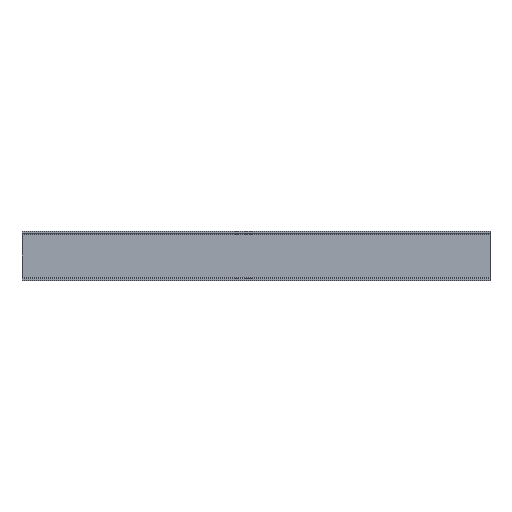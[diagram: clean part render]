
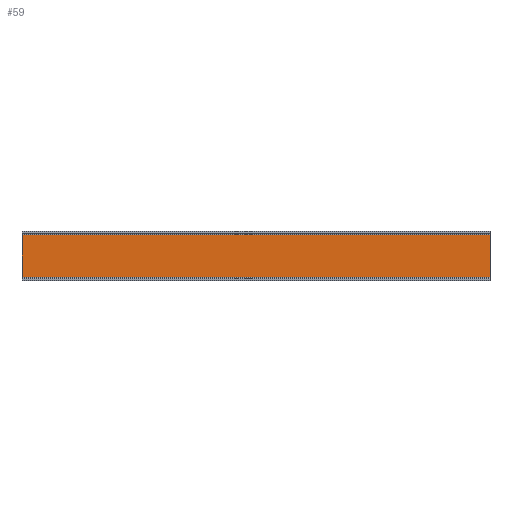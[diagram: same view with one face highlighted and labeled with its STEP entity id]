
A CAD part, top view. The second image highlights one B-rep face of the part: STEP entity #59.
In plain terms, the highlighted planar face has unit normal (0, 0, 1).
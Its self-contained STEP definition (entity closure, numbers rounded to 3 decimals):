
#59=ADVANCED_FACE('',(#121),#122,.T.);
#121=FACE_OUTER_BOUND('',#183,.T.);
#122=PLANE('',#184);
#183=EDGE_LOOP('',(#279,#280,#281,#282));
#184=AXIS2_PLACEMENT_3D('',#283,#284,#285);
#279=ORIENTED_EDGE('',*,*,#410,.T.);
#280=ORIENTED_EDGE('',*,*,#421,.F.);
#281=ORIENTED_EDGE('',*,*,#414,.T.);
#282=ORIENTED_EDGE('',*,*,#422,.F.);
#283=CARTESIAN_POINT('',(740.0,77.5,5.));
#284=DIRECTION('',(0.0,0.0,1.0));
#285=DIRECTION('',(1.0,0.0,0.0));
#410=EDGE_CURVE('',#498,#496,#499,.T.);
#414=EDGE_CURVE('',#504,#502,#505,.T.);
#421=EDGE_CURVE('',#504,#496,#514,.T.);
#422=EDGE_CURVE('',#498,#502,#515,.T.);
#496=VERTEX_POINT('',#607);
#498=VERTEX_POINT('',#609);
#499=LINE('',#610,#611);
#502=VERTEX_POINT('',#614);
#504=VERTEX_POINT('',#616);
#505=LINE('',#617,#618);
#514=LINE('',#630,#631);
#515=LINE('',#632,#633);
#607=CARTESIAN_POINT('',(1480.0,10.0,5.));
#609=CARTESIAN_POINT('',(0.,10.0,5.));
#610=CARTESIAN_POINT('',(740.0,10.0,5.));
#611=VECTOR('',#719,1.0);
#614=CARTESIAN_POINT('',(0.,145.0,5.));
#616=CARTESIAN_POINT('',(1480.0,145.0,5.));
#617=CARTESIAN_POINT('',(740.0,145.0,5.));
#618=VECTOR('',#726,1.0);
#630=CARTESIAN_POINT('',(1480.0,77.5,5.));
#631=VECTOR('',#733,1.0);
#632=CARTESIAN_POINT('',(0.,77.5,5.));
#633=VECTOR('',#734,1.0);
#719=DIRECTION('',(1.0,0.0,0.0));
#726=DIRECTION('',(-1.0,-0.0,-0.0));
#733=DIRECTION('',(0.0,-1.0,0.0));
#734=DIRECTION('',(0.0,1.0,0.0));
